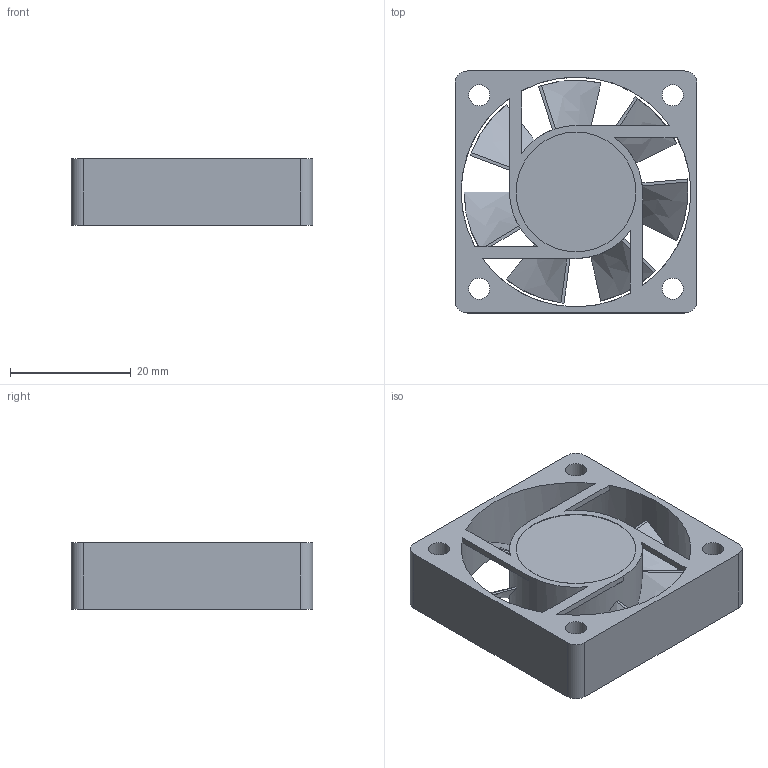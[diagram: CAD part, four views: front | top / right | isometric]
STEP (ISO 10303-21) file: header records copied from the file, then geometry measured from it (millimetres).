
FILE_DESCRIPTION(/* description */ (''),/* implementation_level */ '2;1');
FILE_NAME(/* name */ '40mm_fan.stp',/* time_stamp */ '2015-02-19T11:32:20+01:00',/* author */ ('Marc'),/* organization */ (''),/* preprocessor_version */ 'ST-DEVELOPER v15.6',/* originating_system */ 'Autodesk Inventor 2015',/* authorisation */ '');
FILE_SCHEMA (('AUTOMOTIVE_DESIGN { 1 0 10303 214 3 1 1 }'));
Length unit declared in the file: millimetre
Products named in the file (1): 40mm_fan
Bounding box: 40 x 40 x 11 mm (x, y, z)
Volume: 8885.8 mm3; surface area: 7384 mm2
Topology: 8 solids, 8 shells, 98 faces, 236 edges, 158 vertices
Faces by surface type: plane 53, bspline 28, cylinder 17
Full cylindrical faces by diameter (mm): 3.5 x4, 5.7 x4, 18.8 x1, 19.8 x2, 22 x1, 38 x1
Entity records: 3157 total; most frequent: CARTESIAN_POINT 971, ORIENTED_EDGE 446, DIRECTION 378, EDGE_CURVE 216, VERTEX_POINT 152, LINE 140, VECTOR 140, EDGE_LOOP 139
